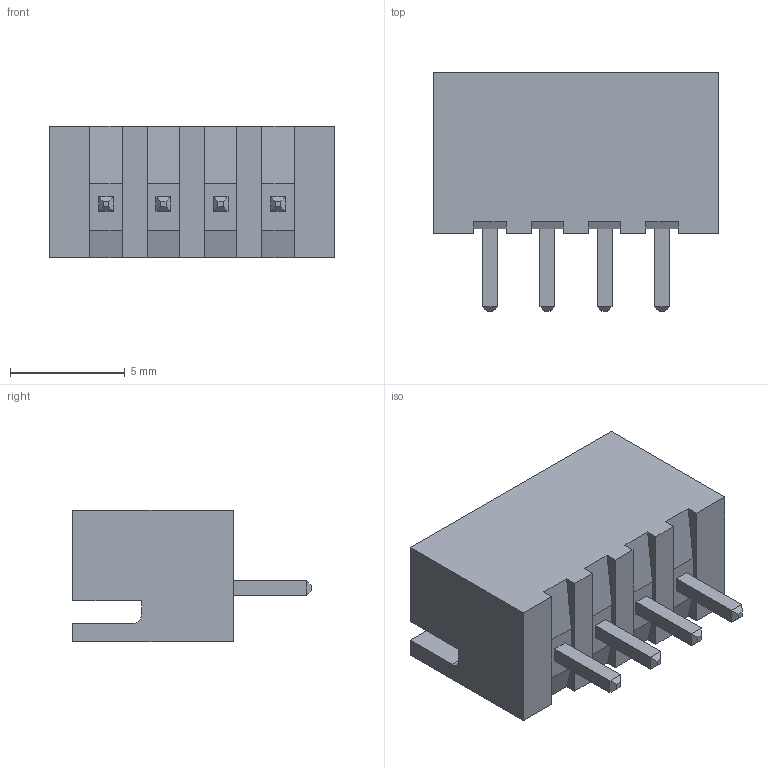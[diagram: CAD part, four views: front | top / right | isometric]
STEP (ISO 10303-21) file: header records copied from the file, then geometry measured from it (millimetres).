
FILE_DESCRIPTION (( 'STEP AP214' ), '1' );
FILE_NAME ('B4B-XH-A.STEP', '2018-12-14T14:21:30', ( '' ), ( '' ), 'SwSTEP 2.0', 'SolidWorks 2018', '' );
FILE_SCHEMA (( 'AUTOMOTIVE_DESIGN' ));
Length unit declared in the file: millimetre
Products named in the file (3): B4B-XH-A; B4B-XH-A (BODY); B4B-XH-A (PIN)
Assembly tree (5 placements, depth 2):
  B4B-XH-A
    B4B-XH-A (BODY)
    B4B-XH-A (PIN)  x4
Bounding box: 12.4 x 10.4 x 5.75 mm (x, y, z)
Volume: 214.3 mm3; surface area: 688.9 mm2
Topology: 5 solids, 5 shells, 126 faces, 316 edges, 200 vertices
Faces by surface type: plane 124, cylinder 2
Entity records: 3536 total; most frequent: CARTESIAN_POINT 476, ORIENTED_EDGE 464, DIRECTION 420, EDGE_CURVE 232, LINE 228, VECTOR 228, VERTEX_POINT 152, AXIS2_PLACEMENT_3D 96
